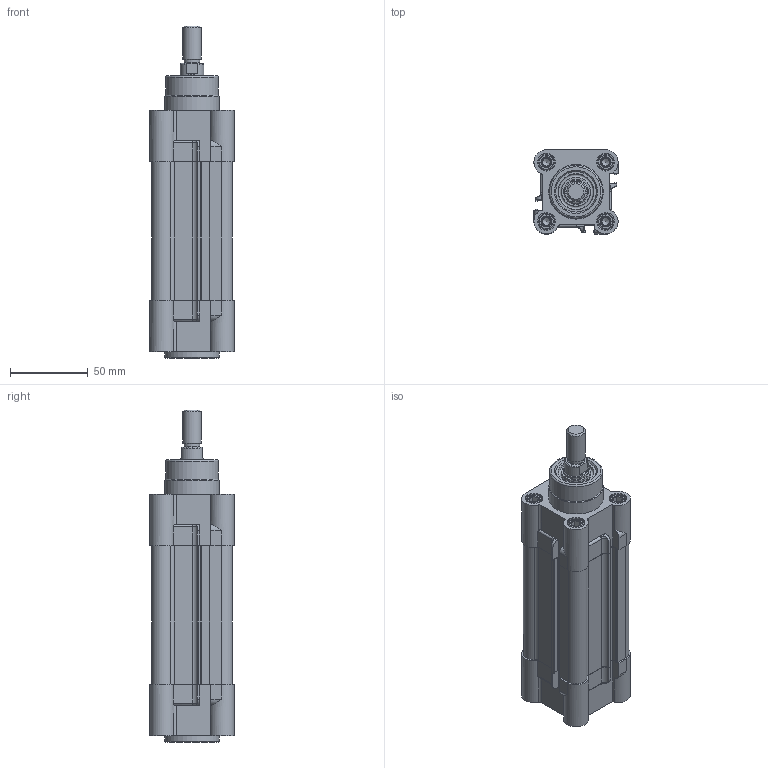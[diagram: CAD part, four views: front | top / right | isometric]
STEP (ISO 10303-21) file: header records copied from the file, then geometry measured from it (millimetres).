
FILE_DESCRIPTION(/* description */ (''),/* implementation_level */ '2;1');
FILE_NAME(/* name */ 'xl_40-50.stp',/* time_stamp */ '2017-09-05T14:36:28+02:00',/* author */ ('leitheußer'),/* organization */ (''),/* preprocessor_version */ 'ST-DEVELOPER v15.6',/* originating_system */ 'Autodesk Inventor LT ',/* authorisation */ '');
FILE_SCHEMA (('AUTOMOTIVE_DESIGN { 1 0 10303 214 3 1 1 }'));
Length unit declared in the file: millimetre
Products named in the file (1): CDEMA040_0050_X
Bounding box: 54 x 54 x 213 mm (x, y, z)
Volume: 310634.9 mm3; surface area: 147096.9 mm2
Topology: 30 solids, 30 shells, 904 faces, 2059 edges, 1288 vertices
Faces by surface type: plane 407, cylinder 288, cone 148, torus 57, sphere 4
Full cylindrical faces by diameter (mm): 1.5 x4, 2 x2, 2.5 x4, 3 x2, 4 x2, 4.134 x2, 4.2 x4, 4.5 x4, 4.917 x8, 5 x2, 5.4 x4, 5.9 x4, 6 x30, 6.5 x2, 7 x12, 7.75 x8, 7.85 x2, 8.376 x1, 9.9 x1, 10 x11, 11 x8, 11.445 x2, 12 x1, 14 x4, 15 x1, 16 x4, 16.05 x2, 19 x2, 20 x6, 20.602 x2
Entity records: 23595 total; most frequent: CARTESIAN_POINT 4643, DIRECTION 4107, ORIENTED_EDGE 3246, AXIS2_PLACEMENT_3D 1711, EDGE_CURVE 1623, EDGE_LOOP 1427, VERTEX_POINT 1216, FACE_OUTER_BOUND 903
